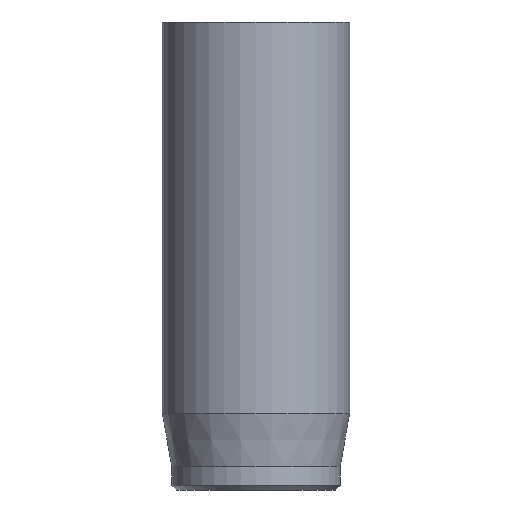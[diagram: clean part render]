
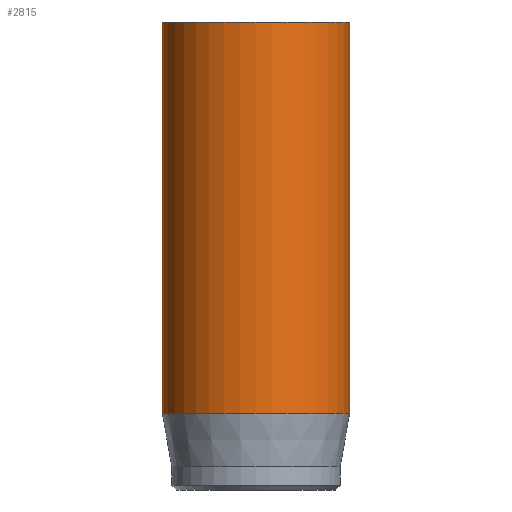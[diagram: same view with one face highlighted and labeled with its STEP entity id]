
A CAD part, front view. The second image highlights one B-rep face of the part: STEP entity #2815.
In plain terms, the highlighted cylindrical face has radius 4 mm (diameter 8 mm), a full revolution.
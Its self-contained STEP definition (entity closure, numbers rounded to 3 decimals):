
#46=CYLINDRICAL_SURFACE('',#2991,4.);
#65=CIRCLE('',#2989,4.);
#66=CIRCLE('',#2990,4.);
#67=CIRCLE('',#2992,4.);
#444=FACE_OUTER_BOUND('',#603,.T.);
#603=EDGE_LOOP('',(#2261,#2262,#2263,#2264,#2265));
#812=LINE('',#4760,#1029);
#1029=VECTOR('',#3311,4.);
#1283=VERTEX_POINT('',#4752);
#1284=VERTEX_POINT('',#4753);
#1285=VERTEX_POINT('',#4758);
#1652=EDGE_CURVE('',#1283,#1284,#65,.T.);
#1653=EDGE_CURVE('',#1284,#1283,#66,.T.);
#1655=EDGE_CURVE('',#1285,#1285,#67,.T.);
#1656=EDGE_CURVE('',#1285,#1283,#812,.T.);
#2261=ORIENTED_EDGE('',*,*,#1655,.T.);
#2262=ORIENTED_EDGE('',*,*,#1656,.T.);
#2263=ORIENTED_EDGE('',*,*,#1652,.T.);
#2264=ORIENTED_EDGE('',*,*,#1653,.T.);
#2265=ORIENTED_EDGE('',*,*,#1656,.F.);
#2815=ADVANCED_FACE('',(#444),#46,.T.);
#2989=AXIS2_PLACEMENT_3D('',#4754,#3302,#3303);
#2990=AXIS2_PLACEMENT_3D('',#4755,#3304,#3305);
#2991=AXIS2_PLACEMENT_3D('',#4757,#3307,#3308);
#2992=AXIS2_PLACEMENT_3D('',#4759,#3309,#3310);
#3302=DIRECTION('center_axis',(0.,0.,1.));
#3303=DIRECTION('ref_axis',(-1.,0.,0.));
#3304=DIRECTION('center_axis',(0.,0.,1.));
#3305=DIRECTION('ref_axis',(-1.,0.,0.));
#3307=DIRECTION('center_axis',(0.,0.,1.));
#3308=DIRECTION('ref_axis',(-1.,0.,0.));
#3309=DIRECTION('center_axis',(0.,0.,-1.));
#3310=DIRECTION('ref_axis',(-1.,0.,0.));
#3311=DIRECTION('',(0.,0.,-1.));
#4752=CARTESIAN_POINT('',(4.,0.,3.269));
#4753=CARTESIAN_POINT('',(-4.,0.,3.269));
#4754=CARTESIAN_POINT('Origin',(0.,0.,3.269));
#4755=CARTESIAN_POINT('Origin',(0.,0.,3.269));
#4757=CARTESIAN_POINT('Origin',(0.,0.,0.));
#4758=CARTESIAN_POINT('',(4.,0.,20.));
#4759=CARTESIAN_POINT('Origin',(0.,0.,20.));
#4760=CARTESIAN_POINT('',(4.,0.,0.));
